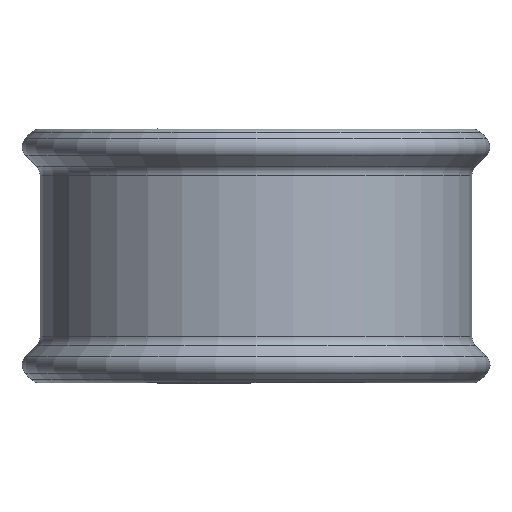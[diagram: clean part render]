
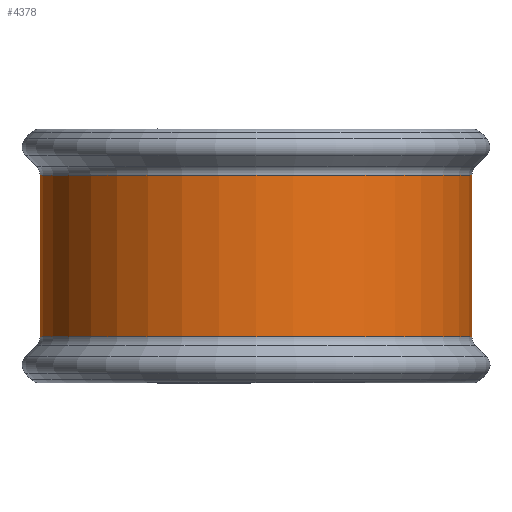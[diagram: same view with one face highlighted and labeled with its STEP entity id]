
A CAD part, front view. The second image highlights one B-rep face of the part: STEP entity #4378.
In plain terms, the highlighted cylindrical face has radius 13.297 mm (diameter 26.594 mm), a partial arc.
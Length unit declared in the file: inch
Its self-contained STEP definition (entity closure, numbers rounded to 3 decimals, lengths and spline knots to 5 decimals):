
#32 = EDGE_CURVE ( 'NONE', #2487, #3920, #5830, .T. ) ;
#84 = DIRECTION ( 'NONE',  ( -1., 0., 0. ) ) ;
#403 = AXIS2_PLACEMENT_3D ( 'NONE', #1538, #4818, #2006 ) ;
#460 = CARTESIAN_POINT ( 'NONE',  ( -0.055, -0.875, 0.19579 ) ) ;
#503 = DIRECTION ( 'NONE',  ( 0., 0., 1. ) ) ;
#516 = DIRECTION ( 'NONE',  ( 0., 0., -1. ) ) ;
#598 = VERTEX_POINT ( 'NONE', #460 ) ;
#683 = ORIENTED_EDGE ( 'NONE', *, *, #3969, .T. ) ;
#720 = CARTESIAN_POINT ( 'NONE',  ( 0.4685, -0.3515, -0.19579 ) ) ;
#938 = CARTESIAN_POINT ( 'NONE',  ( 0.4685, -0.875, 0. ) ) ;
#1005 = DIRECTION ( 'NONE',  ( 0., 0., -1. ) ) ;
#1027 = AXIS2_PLACEMENT_3D ( 'NONE', #938, #1005, #84 ) ;
#1538 = CARTESIAN_POINT ( 'NONE',  ( 0.4685, -0.875, 0.19579 ) ) ;
#1709 = ORIENTED_EDGE ( 'NONE', *, *, #2027, .F. ) ;
#1881 = VECTOR ( 'NONE', #503, 39.37008 ) ;
#1913 = VERTEX_POINT ( 'NONE', #5050 ) ;
#2006 = DIRECTION ( 'NONE',  ( -1., 0., 0. ) ) ;
#2027 = EDGE_CURVE ( 'NONE', #3920, #598, #5641, .T. ) ;
#2195 = AXIS2_PLACEMENT_3D ( 'NONE', #3297, #516, #3766 ) ;
#2487 = VERTEX_POINT ( 'NONE', #720 ) ;
#3240 = CARTESIAN_POINT ( 'NONE',  ( 0.4685, -0.3515, 0.19579 ) ) ;
#3297 = CARTESIAN_POINT ( 'NONE',  ( 0.4685, -0.875, -0.19579 ) ) ;
#3518 = CIRCLE ( 'NONE', #403, 0.5235 ) ;
#3766 = DIRECTION ( 'NONE',  ( -1., 0., 0. ) ) ;
#3920 = VERTEX_POINT ( 'NONE', #5965 ) ;
#3969 = EDGE_CURVE ( 'NONE', #1913, #598, #3518, .T. ) ;
#4174 = DIRECTION ( 'NONE',  ( 0., 0., 1. ) ) ;
#4378 = ADVANCED_FACE ( 'NONE', ( #5177 ), #5849, .T. ) ;
#4714 = VECTOR ( 'NONE', #4174, 39.37008 ) ;
#4731 = EDGE_CURVE ( 'NONE', #2487, #1913, #5988, .T. ) ;
#4818 = DIRECTION ( 'NONE',  ( 0., 0., -1. ) ) ;
#4956 = EDGE_LOOP ( 'NONE', ( #5096, #683, #1709, #6056 ) ) ;
#5050 = CARTESIAN_POINT ( 'NONE',  ( 0.4685, -0.3515, 0.19579 ) ) ;
#5096 = ORIENTED_EDGE ( 'NONE', *, *, #4731, .T. ) ;
#5177 = FACE_OUTER_BOUND ( 'NONE', #4956, .T. ) ;
#5637 = CARTESIAN_POINT ( 'NONE',  ( -0.055, -0.875, 0.19579 ) ) ;
#5641 = LINE ( 'NONE', #5637, #1881 ) ;
#5830 = CIRCLE ( 'NONE', #2195, 0.5235 ) ;
#5849 = CYLINDRICAL_SURFACE ( 'NONE', #1027, 0.5235 ) ;
#5965 = CARTESIAN_POINT ( 'NONE',  ( -0.055, -0.875, -0.19579 ) ) ;
#5988 = LINE ( 'NONE', #3240, #4714 ) ;
#6056 = ORIENTED_EDGE ( 'NONE', *, *, #32, .F. ) ;
